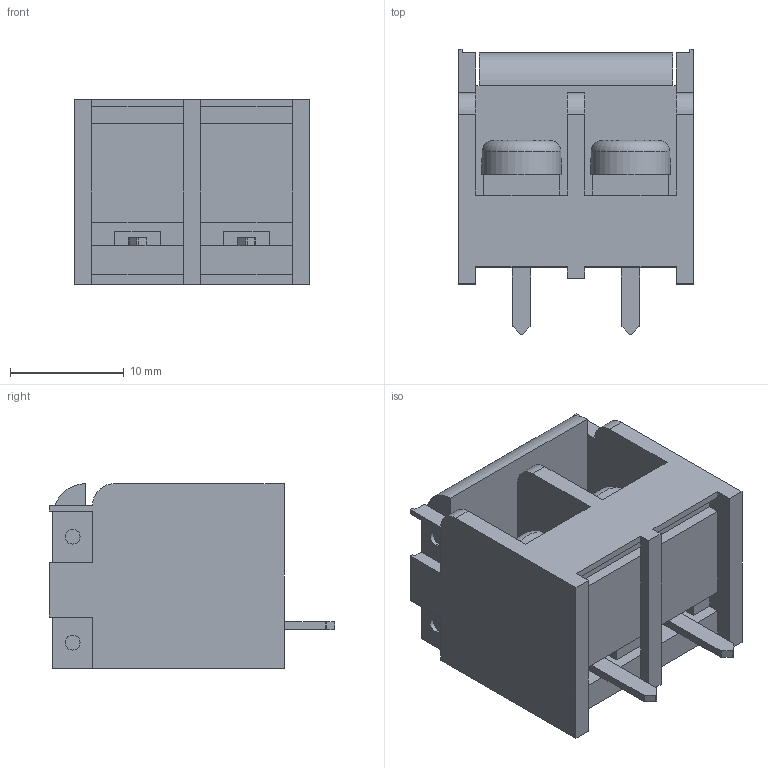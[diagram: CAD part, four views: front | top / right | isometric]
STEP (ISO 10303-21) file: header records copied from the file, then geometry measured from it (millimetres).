
FILE_DESCRIPTION((''),'2;1');
FILE_NAME('HB9500_ASM','2017-12-26T',('MACFOS'),(''),'CREO PARAMETRIC BY PTC INC, 2014190','CREO PARAMETRIC BY PTC INC, 2014190','');
FILE_SCHEMA(('CONFIG_CONTROL_DESIGN'));
Length unit declared in the file: millimetre
Products named in the file (3): HB9500-1; M5X6; HB9500_ASM
Assembly tree (3 placements, depth 2):
  HB9500_ASM
    HB9500-1
    M5X6  x2
Bounding box: 20.6 x 25.04 x 16.2 mm (x, y, z)
Volume: 4455.9 mm3; surface area: 4194.1 mm2
Topology: 3 solids, 3 shells, 169 faces, 469 edges, 308 vertices
Faces by surface type: plane 135, cylinder 30, torus 4
Entity records: 4869 total; most frequent: CARTESIAN_POINT 893, ORIENTED_EDGE 830, DIRECTION 777, EDGE_CURVE 415, VECTOR 353, LINE 353, VERTEX_POINT 272, AXIS2_PLACEMENT_3D 212
